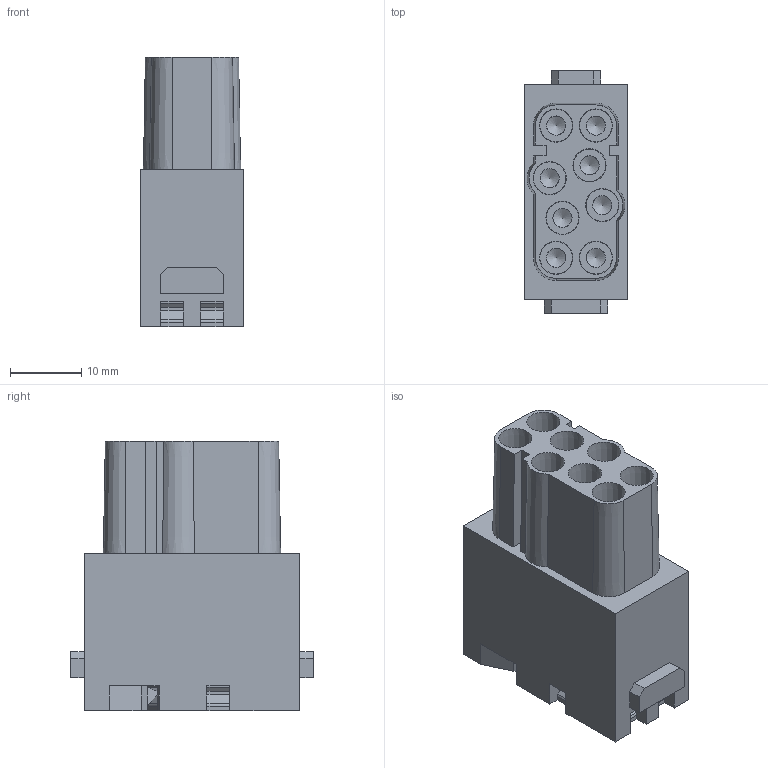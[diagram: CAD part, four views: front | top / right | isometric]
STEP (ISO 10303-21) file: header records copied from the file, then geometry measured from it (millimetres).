
FILE_DESCRIPTION(/* description */ (''),/* implementation_level */ '2;1');
FILE_NAME(/* name */ '100609899ugm000_c.stp',/* time_stamp */ '2019-05-13T07:32:07+02:00',/* author */ (''),/* organization */ (''),/* preprocessor_version */ 'ST-DEVELOPER v16.7',/* originating_system */ 'SIEMENS PLM Software NX 12.0',/* authorisation */ '');
FILE_SCHEMA (('AUTOMOTIVE_DESIGN { 1 0 10303 214 3 1 1 1 }'));
Length unit declared in the file: millimetre
Products named in the file (1): 100609899ugm000_c
Bounding box: 14.6 x 34.2 x 37.94 mm (x, y, z)
Volume: 11892.8 mm3; surface area: 7046.4 mm2
Topology: 1 solids, 1 shells, 630 faces, 1759 edges, 1266 vertices
Faces by surface type: plane 457, cylinder 98, cone 46, bspline 16, extrusion 13
Full cylindrical faces by diameter (mm): 0.683 x1, 0.807 x1, 2.3 x8, 2.7 x8, 3.1 x8, 3.6 x8, 3.8 x8
Entity records: 24785 total; most frequent: CARTESIAN_POINT 4854, ORIENTED_EDGE 3046, DIRECTION 2978, EDGE_CURVE 1523, VECTOR 1246, LINE 1233, VERTEX_POINT 1058, AXIS2_PLACEMENT_3D 866
